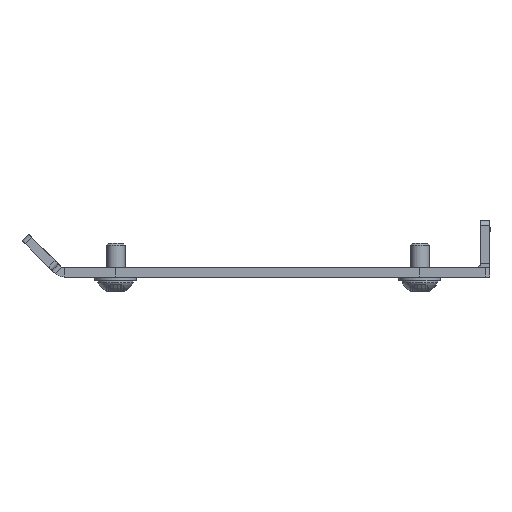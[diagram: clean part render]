
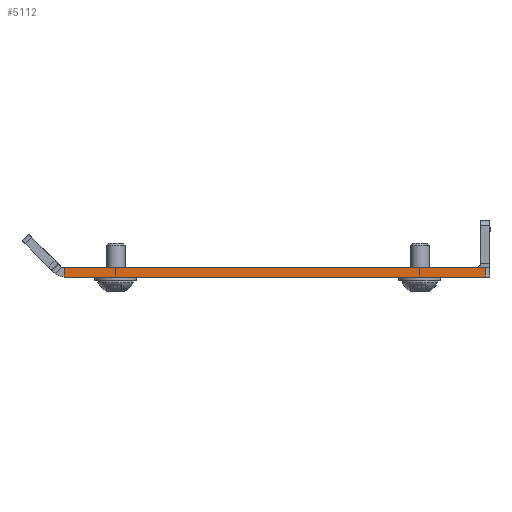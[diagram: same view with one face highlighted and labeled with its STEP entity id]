
A CAD part, left-side view. The second image highlights one B-rep face of the part: STEP entity #5112.
In plain terms, the highlighted planar face has unit normal (-1, 0, 0).
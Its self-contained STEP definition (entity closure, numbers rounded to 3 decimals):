
#2 = DIRECTION ( 'NONE',  ( 0., -1., 0. ) ) ;
#101 = CARTESIAN_POINT ( 'NONE',  ( -322.5, 45.5, 0. ) ) ;
#184 = VERTEX_POINT ( 'NONE', #1766 ) ;
#414 = CARTESIAN_POINT ( 'NONE',  ( -322.5, -45.5, 2. ) ) ;
#424 = CARTESIAN_POINT ( 'NONE',  ( -322.5, -45.5, 0. ) ) ;
#477 = VECTOR ( 'NONE', #675, 1000. ) ;
#579 = EDGE_CURVE ( 'NONE', #5816, #4804, #5469, .T. ) ;
#675 = DIRECTION ( 'NONE',  ( 0., 0., -1. ) ) ;
#843 = DIRECTION ( 'NONE',  ( 0., 0., -1. ) ) ;
#896 = DIRECTION ( 'NONE',  ( 0., -1., 0. ) ) ;
#948 = CARTESIAN_POINT ( 'NONE',  ( -322.5, -44.5, 2. ) ) ;
#991 = EDGE_LOOP ( 'NONE', ( #3462, #5678, #2865, #5153 ) ) ;
#1115 = LINE ( 'NONE', #3023, #2380 ) ;
#1466 = EDGE_CURVE ( 'NONE', #5816, #4281, #3246, .T. ) ;
#1766 = CARTESIAN_POINT ( 'NONE',  ( -322.5, -44.5, 0. ) ) ;
#2103 = EDGE_CURVE ( 'NONE', #184, #4281, #1115, .T. ) ;
#2148 = VECTOR ( 'NONE', #2, 1000. ) ;
#2167 = CARTESIAN_POINT ( 'NONE',  ( -322.5, 45.5, 2. ) ) ;
#2380 = VECTOR ( 'NONE', #4912, 1000. ) ;
#2824 = DIRECTION ( 'NONE',  ( 1., 0., 0. ) ) ;
#2865 = ORIENTED_EDGE ( 'NONE', *, *, #1466, .F. ) ;
#3023 = CARTESIAN_POINT ( 'NONE',  ( -322.5, -44.5, 2. ) ) ;
#3226 = AXIS2_PLACEMENT_3D ( 'NONE', #414, #2824, #843 ) ;
#3227 = FACE_OUTER_BOUND ( 'NONE', #991, .T. ) ;
#3246 = LINE ( 'NONE', #3702, #5947 ) ;
#3462 = ORIENTED_EDGE ( 'NONE', *, *, #5902, .T. ) ;
#3702 = CARTESIAN_POINT ( 'NONE',  ( -322.5, -45.5, 2. ) ) ;
#4281 = VERTEX_POINT ( 'NONE', #948 ) ;
#4804 = VERTEX_POINT ( 'NONE', #101 ) ;
#4912 = DIRECTION ( 'NONE',  ( 0., 0., 1. ) ) ;
#5011 = CARTESIAN_POINT ( 'NONE',  ( -322.5, 45.5, 2. ) ) ;
#5112 = ADVANCED_FACE ( 'NONE', ( #3227 ), #6098, .F. ) ;
#5153 = ORIENTED_EDGE ( 'NONE', *, *, #579, .T. ) ;
#5188 = LINE ( 'NONE', #424, #2148 ) ;
#5469 = LINE ( 'NONE', #5011, #477 ) ;
#5678 = ORIENTED_EDGE ( 'NONE', *, *, #2103, .T. ) ;
#5816 = VERTEX_POINT ( 'NONE', #2167 ) ;
#5902 = EDGE_CURVE ( 'NONE', #4804, #184, #5188, .T. ) ;
#5947 = VECTOR ( 'NONE', #896, 1000. ) ;
#6098 = PLANE ( 'NONE',  #3226 ) ;
